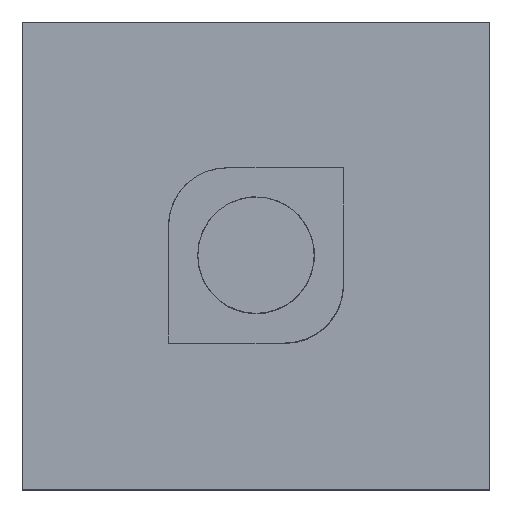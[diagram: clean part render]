
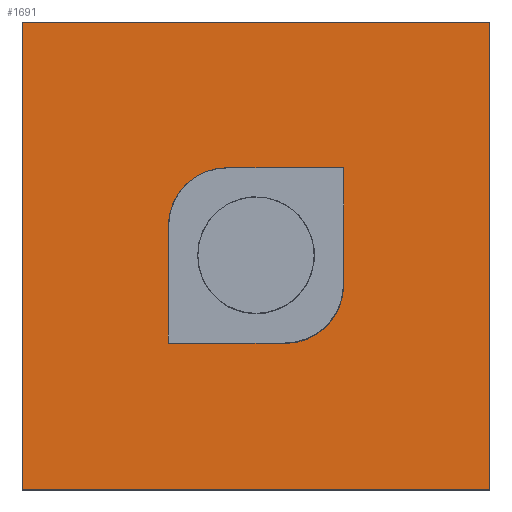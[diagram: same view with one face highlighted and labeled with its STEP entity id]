
A CAD part, top view. The second image highlights one B-rep face of the part: STEP entity #1691.
In plain terms, the highlighted planar face has unit normal (0, 0, 1).
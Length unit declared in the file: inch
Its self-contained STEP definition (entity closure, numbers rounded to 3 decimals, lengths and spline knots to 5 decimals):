
#181=CARTESIAN_POINT('',(-1.5875,4.7625,12.7));
#182=CARTESIAN_POINT('',(4.7625,4.7625,12.7));
#183=CARTESIAN_POINT('',(-4.7625,-4.7625,12.7));
#184=CARTESIAN_POINT('',(-4.7625,1.5875,12.7));
#185=CARTESIAN_POINT('',(1.5875,-4.7625,12.7));
#186=CARTESIAN_POINT('',(-12.7,12.7,12.7));
#187=CARTESIAN_POINT('',(12.7,12.7,12.7));
#190=CARTESIAN_POINT('',(2.20691,-4.70149,12.7));
#191=CARTESIAN_POINT('',(2.80252,-4.52082,12.7));
#192=CARTESIAN_POINT('',(3.35144,-4.22742,12.7));
#193=CARTESIAN_POINT('',(3.83256,-3.83256,12.7));
#194=CARTESIAN_POINT('',(4.22742,-3.35144,12.7));
#195=CARTESIAN_POINT('',(4.52082,-2.80252,12.7));
#196=CARTESIAN_POINT('',(4.70149,-2.20691,12.7));
#197=CARTESIAN_POINT('',(4.7625,-1.5875,12.7));
#198=CARTESIAN_POINT('',(12.7,-12.7,12.7));
#200=CARTESIAN_POINT('',(-12.7,-12.7,12.7));
#202=CARTESIAN_POINT('',(-2.20691,4.70149,12.7));
#203=CARTESIAN_POINT('',(-2.80252,4.52082,12.7));
#204=CARTESIAN_POINT('',(-3.35144,4.22742,12.7));
#205=CARTESIAN_POINT('',(-3.83256,3.83256,12.7));
#206=CARTESIAN_POINT('',(-4.22742,3.35144,12.7));
#207=CARTESIAN_POINT('',(-4.52082,2.80252,12.7));
#208=CARTESIAN_POINT('',(-4.70149,2.20691,12.7));
#290=VERTEX_POINT('',#181);
#291=VERTEX_POINT('',#182);
#292=VERTEX_POINT('',#183);
#293=VERTEX_POINT('',#184);
#294=VERTEX_POINT('',#185);
#295=VERTEX_POINT('',#186);
#296=VERTEX_POINT('',#187);
#299=VERTEX_POINT('',#190);
#300=VERTEX_POINT('',#191);
#301=VERTEX_POINT('',#192);
#302=VERTEX_POINT('',#193);
#303=VERTEX_POINT('',#194);
#304=VERTEX_POINT('',#195);
#305=VERTEX_POINT('',#196);
#306=VERTEX_POINT('',#197);
#307=VERTEX_POINT('',#198);
#309=VERTEX_POINT('',#200);
#311=VERTEX_POINT('',#202);
#312=VERTEX_POINT('',#203);
#313=VERTEX_POINT('',#204);
#314=VERTEX_POINT('',#205);
#315=VERTEX_POINT('',#206);
#316=VERTEX_POINT('',#207);
#317=VERTEX_POINT('',#208);
#322=DIRECTION('',(-0.995,-0.098,0.));
#357=DIRECTION('',(-1.,0.,0.));
#380=DIRECTION('',(-0.471,-0.882,0.));
#381=VECTOR('',#380,1.0);
#382=LINE('',#206,#381);
#383=EDGE_CURVE('',#315,#316,#382,.T.);
#390=DIRECTION('',(-0.29,-0.957,0.));
#391=VECTOR('',#390,1.0);
#392=LINE('',#207,#391);
#393=EDGE_CURVE('',#316,#317,#392,.T.);
#402=DIRECTION('',(1.,0.,0.));
#403=VECTOR('',#402,1.0);
#404=LINE('',#181,#403);
#405=EDGE_CURVE('',#290,#291,#404,.T.);
#410=DIRECTION('',(0.,-1.,0.));
#411=VECTOR('',#410,1.0);
#412=LINE('',#187,#411);
#413=EDGE_CURVE('',#296,#307,#412,.T.);
#437=DIRECTION('',(0.,1.,0.));
#555=DIRECTION('',(0.471,0.882,0.));
#556=VECTOR('',#555,1.0);
#557=LINE('',#194,#556);
#558=EDGE_CURVE('',#303,#304,#557,.T.);
#559=DIRECTION('',(0.,0.,1.));
#574=DIRECTION('',(0.29,0.957,0.));
#575=VECTOR('',#574,1.0);
#576=LINE('',#195,#575);
#577=EDGE_CURVE('',#304,#305,#576,.T.);
#611=DIRECTION('',(-0.957,-0.29,0.));
#612=VECTOR('',#611,1.0);
#613=LINE('',#202,#612);
#614=EDGE_CURVE('',#311,#312,#613,.T.);
#641=VECTOR('',#410,1.0);
#642=LINE('',#186,#641);
#643=EDGE_CURVE('',#295,#309,#642,.T.);
#644=DIRECTION('',(-0.882,-0.471,0.));
#673=VECTOR('',#402,1.0);
#674=LINE('',#183,#673);
#675=EDGE_CURVE('',#292,#294,#674,.T.);
#710=VECTOR('',#410,1.0);
#711=LINE('',#182,#710);
#712=EDGE_CURVE('',#291,#306,#711,.T.);
#761=VECTOR('',#357,1.0);
#762=LINE('',#198,#761);
#763=EDGE_CURVE('',#307,#309,#762,.T.);
#782=VECTOR('',#437,1.0);
#783=LINE('',#183,#782);
#784=EDGE_CURVE('',#292,#293,#783,.T.);
#824=DIRECTION('',(0.957,0.29,0.));
#825=VECTOR('',#824,1.0);
#826=LINE('',#190,#825);
#827=EDGE_CURVE('',#299,#300,#826,.T.);
#843=DIRECTION('',(0.634,0.773,0.));
#925=DIRECTION('',(0.098,0.995,0.));
#956=VECTOR('',#925,1.0);
#957=LINE('',#196,#956);
#958=EDGE_CURVE('',#305,#306,#957,.T.);
#974=VECTOR('',#644,1.0);
#975=LINE('',#203,#974);
#976=EDGE_CURVE('',#312,#313,#975,.T.);
#989=DIRECTION('',(-0.773,-0.634,0.));
#1072=VECTOR('',#925,1.0);
#1073=LINE('',#184,#1072);
#1074=EDGE_CURVE('',#293,#317,#1073,.T.);
#1118=DIRECTION('',(0.773,0.634,0.));
#1130=DIRECTION('',(0.882,0.471,0.));
#1131=VECTOR('',#1130,1.0);
#1132=LINE('',#191,#1131);
#1133=EDGE_CURVE('',#300,#301,#1132,.T.);
#1265=VECTOR('',#989,1.0);
#1266=LINE('',#204,#1265);
#1267=EDGE_CURVE('',#313,#314,#1266,.T.);
#1278=DIRECTION('',(-0.634,-0.773,0.));
#1279=VECTOR('',#1278,1.0);
#1280=LINE('',#205,#1279);
#1281=EDGE_CURVE('',#314,#315,#1280,.T.);
#1345=VECTOR('',#402,1.0);
#1346=LINE('',#186,#1345);
#1347=EDGE_CURVE('',#295,#296,#1346,.T.);
#1361=VECTOR('',#322,1.0);
#1362=LINE('',#181,#1361);
#1363=EDGE_CURVE('',#290,#311,#1362,.T.);
#1377=VECTOR('',#843,1.0);
#1378=LINE('',#193,#1377);
#1379=EDGE_CURVE('',#302,#303,#1378,.T.);
#1380=DIRECTION('',(0.995,0.098,0.));
#1381=VECTOR('',#1380,1.0);
#1382=LINE('',#185,#1381);
#1383=EDGE_CURVE('',#294,#299,#1382,.T.);
#1448=VECTOR('',#1118,1.0);
#1449=LINE('',#192,#1448);
#1450=EDGE_CURVE('',#301,#302,#1449,.T.);
#1661=AXIS2_PLACEMENT_3D('',#192,#559,#437);
#1662=PLANE('',#1661);
#1663=ORIENTED_EDGE('',*,*,#763,.F.);
#1664=ORIENTED_EDGE('',*,*,#413,.F.);
#1665=ORIENTED_EDGE('',*,*,#1347,.F.);
#1666=ORIENTED_EDGE('',*,*,#643,.T.);
#1667=EDGE_LOOP('',(#1663,#1664,#1665,#1666));
#1668=FACE_BOUND('',#1667,.T.);
#1669=ORIENTED_EDGE('',*,*,#1133,.F.);
#1670=ORIENTED_EDGE('',*,*,#827,.F.);
#1671=ORIENTED_EDGE('',*,*,#1383,.F.);
#1672=ORIENTED_EDGE('',*,*,#675,.F.);
#1673=ORIENTED_EDGE('',*,*,#784,.T.);
#1674=ORIENTED_EDGE('',*,*,#1074,.T.);
#1675=ORIENTED_EDGE('',*,*,#393,.F.);
#1676=ORIENTED_EDGE('',*,*,#383,.F.);
#1677=ORIENTED_EDGE('',*,*,#1281,.F.);
#1678=ORIENTED_EDGE('',*,*,#1267,.F.);
#1679=ORIENTED_EDGE('',*,*,#976,.F.);
#1680=ORIENTED_EDGE('',*,*,#614,.F.);
#1681=ORIENTED_EDGE('',*,*,#1363,.F.);
#1682=ORIENTED_EDGE('',*,*,#405,.T.);
#1683=ORIENTED_EDGE('',*,*,#712,.T.);
#1684=ORIENTED_EDGE('',*,*,#958,.F.);
#1685=ORIENTED_EDGE('',*,*,#577,.F.);
#1686=ORIENTED_EDGE('',*,*,#558,.F.);
#1687=ORIENTED_EDGE('',*,*,#1379,.F.);
#1688=ORIENTED_EDGE('',*,*,#1450,.F.);
#1689=EDGE_LOOP('',(#1669,#1670,#1671,#1672,#1673,#1674,#1675,#1676,#1677,#1678,#1679,#1680,#1681,#1682,#1683,#1684,#1685,#1686,#1687,#1688));
#1690=FACE_BOUND('',#1689,.F.);
#1691=ADVANCED_FACE('',(#1668,#1690),#1662,.T.);
